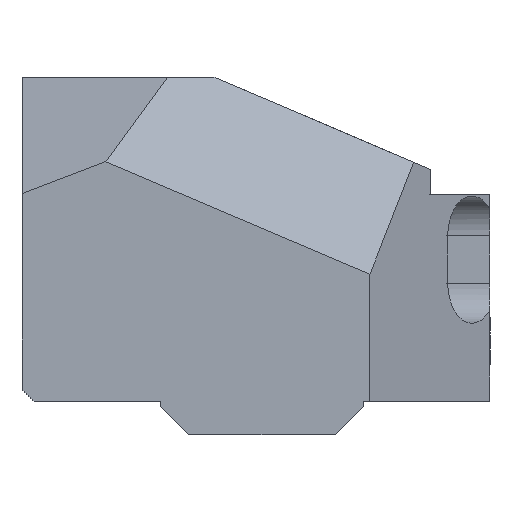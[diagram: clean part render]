
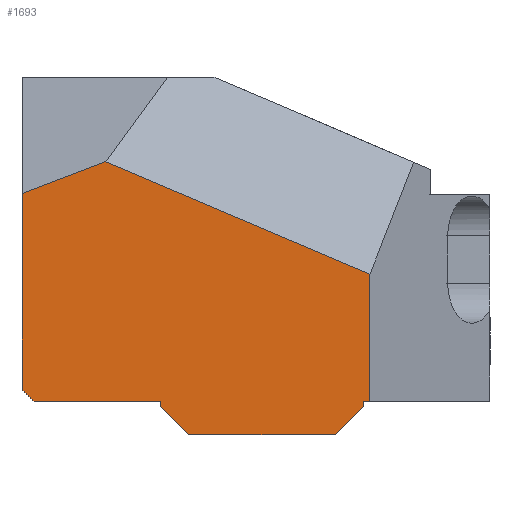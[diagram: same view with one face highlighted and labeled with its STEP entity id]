
A CAD part, left-side view. The second image highlights one B-rep face of the part: STEP entity #1693.
In plain terms, the highlighted planar face has unit normal (-1, 0, 0).
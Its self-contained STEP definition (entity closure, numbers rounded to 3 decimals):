
#133=FACE_OUTER_BOUND('',#229,.T.);
#229=EDGE_LOOP('',(#1402,#1403,#1404,#1405,#1406,#1407,#1408,#1409,#1410,
#1411,#1412,#1413));
#339=LINE('',#2531,#548);
#394=LINE('',#2666,#603);
#403=LINE('',#2682,#612);
#406=LINE('',#2688,#615);
#415=LINE('',#2706,#624);
#417=LINE('',#2710,#626);
#426=LINE('',#2729,#635);
#427=LINE('',#2731,#636);
#428=LINE('',#2733,#637);
#429=LINE('',#2735,#638);
#430=LINE('',#2737,#639);
#431=LINE('',#2738,#640);
#548=VECTOR('',#2029,10.);
#603=VECTOR('',#2150,10.);
#612=VECTOR('',#2163,10.);
#615=VECTOR('',#2168,10.);
#624=VECTOR('',#2181,10.);
#626=VECTOR('',#2185,10.);
#635=VECTOR('',#2208,10.);
#636=VECTOR('',#2209,10.);
#637=VECTOR('',#2210,10.);
#638=VECTOR('',#2211,10.);
#639=VECTOR('',#2212,10.);
#640=VECTOR('',#2213,10.);
#739=VERTEX_POINT('',#2520);
#744=VERTEX_POINT('',#2529);
#791=VERTEX_POINT('',#2665);
#796=VERTEX_POINT('',#2680);
#798=VERTEX_POINT('',#2686);
#805=VERTEX_POINT('',#2705);
#806=VERTEX_POINT('',#2709);
#809=VERTEX_POINT('',#2728);
#810=VERTEX_POINT('',#2730);
#811=VERTEX_POINT('',#2732);
#812=VERTEX_POINT('',#2734);
#813=VERTEX_POINT('',#2736);
#925=EDGE_CURVE('',#744,#739,#339,.T.);
#992=EDGE_CURVE('',#791,#739,#394,.T.);
#1001=EDGE_CURVE('',#796,#744,#403,.T.);
#1004=EDGE_CURVE('',#798,#796,#406,.T.);
#1013=EDGE_CURVE('',#791,#805,#415,.T.);
#1015=EDGE_CURVE('',#805,#806,#417,.T.);
#1025=EDGE_CURVE('',#809,#798,#426,.T.);
#1026=EDGE_CURVE('',#810,#809,#427,.T.);
#1027=EDGE_CURVE('',#811,#810,#428,.T.);
#1028=EDGE_CURVE('',#812,#811,#429,.T.);
#1029=EDGE_CURVE('',#813,#812,#430,.T.);
#1030=EDGE_CURVE('',#806,#813,#431,.T.);
#1402=ORIENTED_EDGE('',*,*,#992,.T.);
#1403=ORIENTED_EDGE('',*,*,#925,.F.);
#1404=ORIENTED_EDGE('',*,*,#1001,.F.);
#1405=ORIENTED_EDGE('',*,*,#1004,.F.);
#1406=ORIENTED_EDGE('',*,*,#1025,.F.);
#1407=ORIENTED_EDGE('',*,*,#1026,.F.);
#1408=ORIENTED_EDGE('',*,*,#1027,.F.);
#1409=ORIENTED_EDGE('',*,*,#1028,.F.);
#1410=ORIENTED_EDGE('',*,*,#1029,.F.);
#1411=ORIENTED_EDGE('',*,*,#1030,.F.);
#1412=ORIENTED_EDGE('',*,*,#1015,.F.);
#1413=ORIENTED_EDGE('',*,*,#1013,.F.);
#1602=PLANE('',#1827);
#1693=ADVANCED_FACE('',(#133),#1602,.T.);
#1827=AXIS2_PLACEMENT_3D('',#2727,#2206,#2207);
#2029=DIRECTION('',(0.,0.,1.));
#2150=DIRECTION('',(0.,0.935,-0.354));
#2163=DIRECTION('',(0.,0.707,0.707));
#2168=DIRECTION('',(0.,1.,0.));
#2181=DIRECTION('',(0.,-0.92,-0.392));
#2185=DIRECTION('',(0.,0.,-1.));
#2206=DIRECTION('center_axis',(-1.,0.,0.));
#2207=DIRECTION('ref_axis',(0.,1.,0.));
#2208=DIRECTION('',(0.,0.,1.));
#2209=DIRECTION('',(0.,0.707,0.707));
#2210=DIRECTION('',(0.,1.,0.));
#2211=DIRECTION('',(0.,0.707,-0.707));
#2212=DIRECTION('',(0.,0.,-1.));
#2213=DIRECTION('',(0.,1.,0.));
#2520=CARTESIAN_POINT('',(0.,19.5,3.658));
#2529=CARTESIAN_POINT('',(0.,19.5,-4.5));
#2531=CARTESIAN_POINT('',(0.,19.5,0.));
#2665=CARTESIAN_POINT('',(0.,16.002,4.983));
#2666=CARTESIAN_POINT('',(0.,7.105,8.355));
#2680=CARTESIAN_POINT('',(0.,19.,-5.));
#2682=CARTESIAN_POINT('',(0.,15.625,-8.375));
#2686=CARTESIAN_POINT('',(0.,13.725,-5.));
#2688=CARTESIAN_POINT('',(0.,0.,-5.));
#2705=CARTESIAN_POINT('',(0.,5.,0.295));
#2706=CARTESIAN_POINT('',(0.,5.311,0.428));
#2709=CARTESIAN_POINT('',(0.,5.,-5.));
#2710=CARTESIAN_POINT('',(0.,5.,0.));
#2727=CARTESIAN_POINT('Origin',(0.,0.,0.));
#2728=CARTESIAN_POINT('',(0.,13.725,-5.225));
#2729=CARTESIAN_POINT('',(0.,13.725,-5.35));
#2730=CARTESIAN_POINT('',(0.,12.55,-6.4));
#2731=CARTESIAN_POINT('',(0.,12.55,-6.4));
#2732=CARTESIAN_POINT('',(0.,6.45,-6.4));
#2733=CARTESIAN_POINT('',(0.,11.025,-6.4));
#2734=CARTESIAN_POINT('',(0.,5.275,-5.225));
#2735=CARTESIAN_POINT('',(0.,7.037,-6.988));
#2736=CARTESIAN_POINT('',(0.,5.275,-5.));
#2737=CARTESIAN_POINT('',(0.,5.275,-5.463));
#2738=CARTESIAN_POINT('',(0.,0.,-5.));
